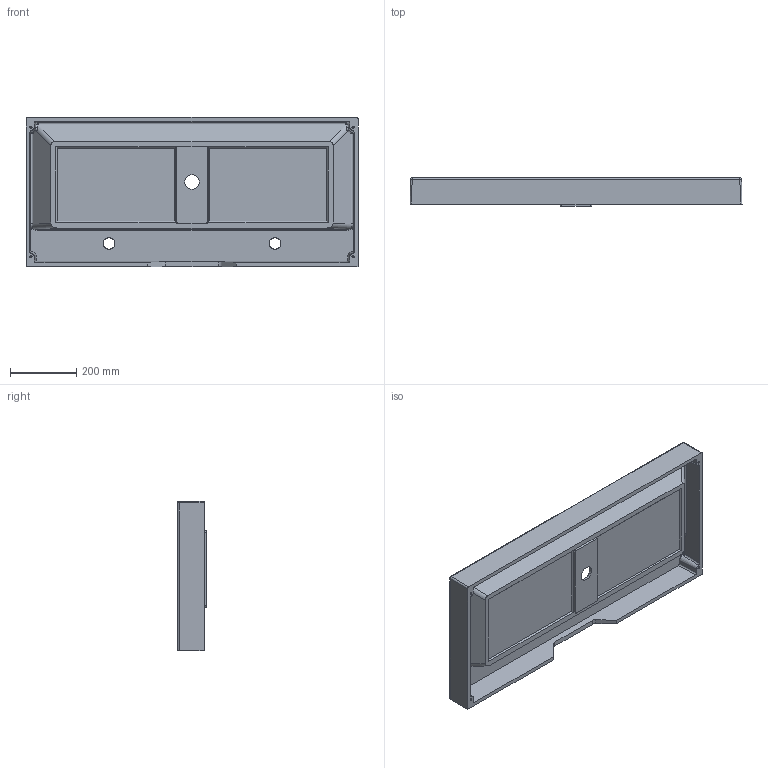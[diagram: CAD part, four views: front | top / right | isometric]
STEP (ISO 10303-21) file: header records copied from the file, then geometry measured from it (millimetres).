
FILE_DESCRIPTION (( 'STEP AP203' ), '1' );
FILE_NAME ('6229371012.step', '2020-12-18T12:36:25', ( 'admin' ), ( '' ), 'SwSTEP 2.0', 'SolidWorks 2019', '' );
FILE_SCHEMA (( 'CONFIG_CONTROL_DESIGN' ));
Length unit declared in the file: millimetre
Products named in the file (1): 6229371012
Bounding box: 1000 x 86.7 x 450 mm (x, y, z)
Volume: 9118556.5 mm3; surface area: 1445451.1 mm2
Topology: 1 solids, 1 shells, 145 faces, 372 edges, 228 vertices
Faces by surface type: plane 50, cylinder 47, bspline 30, sphere 10, cone 8
Entity records: 5525 total; most frequent: CARTESIAN_POINT 2326, ORIENTED_EDGE 720, DIRECTION 574, EDGE_CURVE 360, VERTEX_POINT 222, AXIS2_PLACEMENT_3D 206, VECTOR 162, LINE 162
